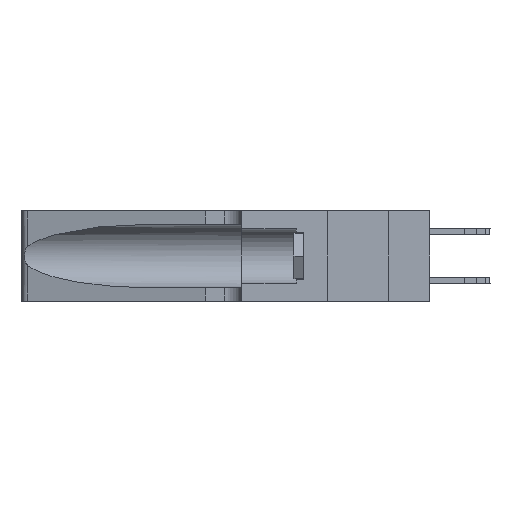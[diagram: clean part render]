
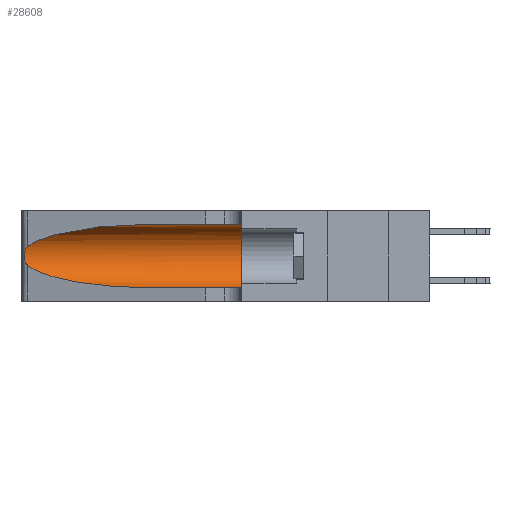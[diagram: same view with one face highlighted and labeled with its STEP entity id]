
A CAD part, left-side view. The second image highlights one B-rep face of the part: STEP entity #28608.
In plain terms, the highlighted cylindrical face has radius 3.308 mm (diameter 6.617 mm), a partial arc.
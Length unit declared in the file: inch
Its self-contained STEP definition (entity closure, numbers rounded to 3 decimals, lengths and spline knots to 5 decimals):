
#969 = CARTESIAN_POINT ( 'NONE',  ( 0.1305, 0.72297, 0.31525 ) ) ;
#1185 = CARTESIAN_POINT ( 'NONE',  ( 0.18966, 0.96281, 0.31525 ) ) ;
#1969 = CARTESIAN_POINT ( 'NONE',  ( 0.25789, 1.23486, 0.15765 ) ) ;
#2078 = CARTESIAN_POINT ( 'NONE',  ( 0.26075, 1.23896, 0.178 ) ) ;
#2695 = LINE ( 'NONE', #4015, #30747 ) ;
#3064 = LINE ( 'NONE', #12941, #8790 ) ;
#3192 = CARTESIAN_POINT ( 'NONE',  ( 0.25487, 1.22718, 0.14631 ) ) ;
#3460 = EDGE_CURVE ( 'NONE', #17756, #11805, #7837, .T. ) ;
#3613 = CARTESIAN_POINT ( 'NONE',  ( 0.2373, 1.15595, 0.08982 ) ) ;
#4015 = CARTESIAN_POINT ( 'NONE',  ( 0.1305, 1.61858, 0.05475 ) ) ;
#4215 = EDGE_CURVE ( 'NONE', #4328, #17756, #14447, .T. ) ;
#4328 = VERTEX_POINT ( 'NONE', #11473 ) ;
#4367 = AXIS2_PLACEMENT_3D ( 'NONE', #18539, #21307, #28742 ) ;
#4699 = CARTESIAN_POINT ( 'NONE',  ( 0.26017, 1.23833, 0.17102 ) ) ;
#5578 = CARTESIAN_POINT ( 'NONE',  ( 0.1305, 0.35, 0.05475 ) ) ;
#6342 = EDGE_LOOP ( 'NONE', ( #27009, #28437, #17821, #21883, #18783, #7830 ) ) ;
#6823 = CARTESIAN_POINT ( 'NONE',  ( 0.26018, 1.23835, 0.19895 ) ) ;
#6941 = CARTESIAN_POINT ( 'NONE',  ( 0.25487, 1.22718, 0.14631 ) ) ;
#7628 = EDGE_CURVE ( 'NONE', #26454, #11237, #14999, .T. ) ;
#7830 = ORIENTED_EDGE ( 'NONE', *, *, #11411, .F. ) ;
#7837 = B_SPLINE_CURVE_WITH_KNOTS ( 'NONE', 3,
 ( #16634, #21396, #28645, #14137, #21304, #6823, #16535, #2078, #4699, #28541, #1969, #9689, #18950, #6941 ),
 .UNSPECIFIED., .F., .F.,
 ( 4, 2, 2, 2, 2, 2, 4 ),
 ( 0., 0.00027, 0.00053, 0.00107, 0.0016, 0.00187, 0.00214 ),
 .UNSPECIFIED. ) ;
#8392 = CARTESIAN_POINT ( 'NONE',  ( 0.18966, 0.96281, 0.05475 ) ) ;
#8404 = DIRECTION ( 'NONE',  ( 0., -1., 0. ) ) ;
#8503 = CARTESIAN_POINT ( 'NONE',  ( 0.25487, 1.22718, 0.14631 ) ) ;
#8643 = CARTESIAN_POINT ( 'NONE',  ( 0.25487, 1.22718, 0.22369 ) ) ;
#8790 = VECTOR ( 'NONE', #8404, 39.37008 ) ;
#9689 = CARTESIAN_POINT ( 'NONE',  ( 0.25639, 1.23186, 0.15144 ) ) ;
#10997 = VERTEX_POINT ( 'NONE', #17839 ) ;
#11016 = DIRECTION ( 'NONE',  ( 0., 1., 0. ) ) ;
#11237 = VERTEX_POINT ( 'NONE', #5578 ) ;
#11411 = EDGE_CURVE ( 'NONE', #4328, #26454, #3064, .T. ) ;
#11473 = CARTESIAN_POINT ( 'NONE',  ( 0.1305, 0.72297, 0.31525 ) ) ;
#11538 = EDGE_CURVE ( 'NONE', #11805, #10997, #22349, .T. ) ;
#11805 = VERTEX_POINT ( 'NONE', #3192 ) ;
#12941 = CARTESIAN_POINT ( 'NONE',  ( 0.1305, 1.61858, 0.31525 ) ) ;
#13342 = CARTESIAN_POINT ( 'NONE',  ( 0.2373, 1.15595, 0.28018 ) ) ;
#13765 = DIRECTION ( 'NONE',  ( 0., 0., 1. ) ) ;
#13971 = FACE_OUTER_BOUND ( 'NONE', #6342, .T. ) ;
#14137 = CARTESIAN_POINT ( 'NONE',  ( 0.25787, 1.23484, 0.2124 ) ) ;
#14447 =( BOUNDED_CURVE ( )  B_SPLINE_CURVE ( 3, ( #969, #1185, #13342, #30272 ),
 .UNSPECIFIED., .F., .T. ) 
 B_SPLINE_CURVE_WITH_KNOTS ( ( 4, 4 ),
 ( 1.5708, 2.84003 ),
 .UNSPECIFIED. ) 
 CURVE ( )  GEOMETRIC_REPRESENTATION_ITEM ( )  RATIONAL_B_SPLINE_CURVE ( ( 1., 0.87, 0.87, 1. ) ) 
 REPRESENTATION_ITEM ( '' )  );
#14999 = CIRCLE ( 'NONE', #23138, 0.13025 ) ;
#15966 = CARTESIAN_POINT ( 'NONE',  ( 0.1305, 0.35, 0.185 ) ) ;
#16535 = CARTESIAN_POINT ( 'NONE',  ( 0.26075, 1.23896, 0.19203 ) ) ;
#16634 = CARTESIAN_POINT ( 'NONE',  ( 0.25487, 1.22718, 0.22369 ) ) ;
#17756 = VERTEX_POINT ( 'NONE', #8643 ) ;
#17821 = ORIENTED_EDGE ( 'NONE', *, *, #11538, .T. ) ;
#17839 = CARTESIAN_POINT ( 'NONE',  ( 0.1305, 0.72297, 0.05475 ) ) ;
#18539 = CARTESIAN_POINT ( 'NONE',  ( 0.1305, 1.61858, 0.185 ) ) ;
#18623 = EDGE_CURVE ( 'NONE', #10997, #11237, #2695, .T. ) ;
#18783 = ORIENTED_EDGE ( 'NONE', *, *, #7628, .F. ) ;
#18950 = CARTESIAN_POINT ( 'NONE',  ( 0.25555, 1.22993, 0.14849 ) ) ;
#20347 = CYLINDRICAL_SURFACE ( 'NONE', #4367, 0.13025 ) ;
#20691 = DIRECTION ( 'NONE',  ( 0., -1., 0. ) ) ;
#21304 = CARTESIAN_POINT ( 'NONE',  ( 0.25854, 1.2359, 0.20912 ) ) ;
#21307 = DIRECTION ( 'NONE',  ( 0., -1., 0. ) ) ;
#21396 = CARTESIAN_POINT ( 'NONE',  ( 0.25555, 1.22994, 0.2215 ) ) ;
#21883 = ORIENTED_EDGE ( 'NONE', *, *, #18623, .T. ) ;
#22349 =( BOUNDED_CURVE ( )  B_SPLINE_CURVE ( 3, ( #8503, #3613, #8392, #30287 ),
 .UNSPECIFIED., .F., .F. ) 
 B_SPLINE_CURVE_WITH_KNOTS ( ( 4, 4 ),
 ( 3.44316, 4.71239 ),
 .UNSPECIFIED. ) 
 CURVE ( )  GEOMETRIC_REPRESENTATION_ITEM ( )  RATIONAL_B_SPLINE_CURVE ( ( 1., 0.87, 0.87, 1. ) ) 
 REPRESENTATION_ITEM ( '' )  );
#23138 = AXIS2_PLACEMENT_3D ( 'NONE', #15966, #11016, #13765 ) ;
#23885 = CARTESIAN_POINT ( 'NONE',  ( 0.1305, 0.35, 0.31525 ) ) ;
#26454 = VERTEX_POINT ( 'NONE', #23885 ) ;
#27009 = ORIENTED_EDGE ( 'NONE', *, *, #4215, .T. ) ;
#28437 = ORIENTED_EDGE ( 'NONE', *, *, #3460, .T. ) ;
#28541 = CARTESIAN_POINT ( 'NONE',  ( 0.25856, 1.23593, 0.16098 ) ) ;
#28608 = ADVANCED_FACE ( 'NONE', ( #13971 ), #20347, .F. ) ;
#28645 = CARTESIAN_POINT ( 'NONE',  ( 0.25639, 1.23184, 0.21858 ) ) ;
#28742 = DIRECTION ( 'NONE',  ( 0., 0., -1. ) ) ;
#30272 = CARTESIAN_POINT ( 'NONE',  ( 0.25487, 1.22718, 0.22369 ) ) ;
#30287 = CARTESIAN_POINT ( 'NONE',  ( 0.1305, 0.72297, 0.05475 ) ) ;
#30747 = VECTOR ( 'NONE', #20691, 39.37008 ) ;
